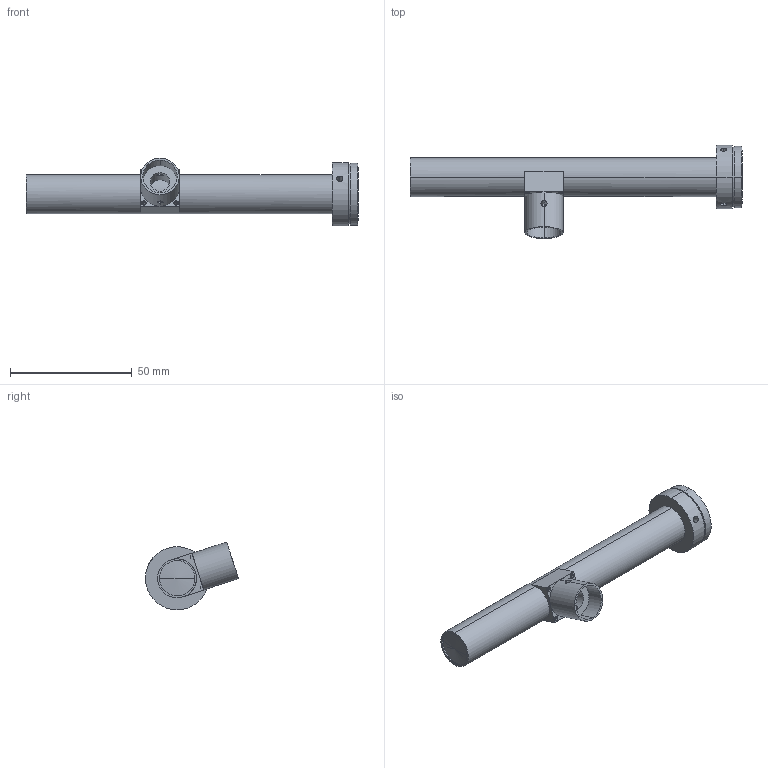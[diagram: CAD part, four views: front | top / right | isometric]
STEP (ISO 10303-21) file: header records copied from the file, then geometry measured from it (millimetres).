
FILE_DESCRIPTION (( 'STEP AP203' ), '1' );
FILE_NAME ('WWL40-110C.STEP', '2019-12-03T06:41:43', ( 'Windows 蚚誧' ), ( '' ), 'SwSTEP 2.0', 'SolidWorks 2017', '' );
FILE_SCHEMA (( 'CONFIG_CONTROL_DESIGN' ));
Length unit declared in the file: millimetre
Products named in the file (1): WWL40-110C
Bounding box: 136.5 x 38.27 x 27.9 mm (x, y, z)
Volume: 31727 mm3; surface area: 10190.7 mm2
Topology: 1 solids, 1 shells, 82 faces, 186 edges, 117 vertices
Faces by surface type: cylinder 45, cone 20, plane 17
Entity records: 2868 total; most frequent: CARTESIAN_POINT 967, DIRECTION 383, ORIENTED_EDGE 364, EDGE_CURVE 182, AXIS2_PLACEMENT_3D 157, VERTEX_POINT 117, EDGE_LOOP 101, FACE_OUTER_BOUND 82
